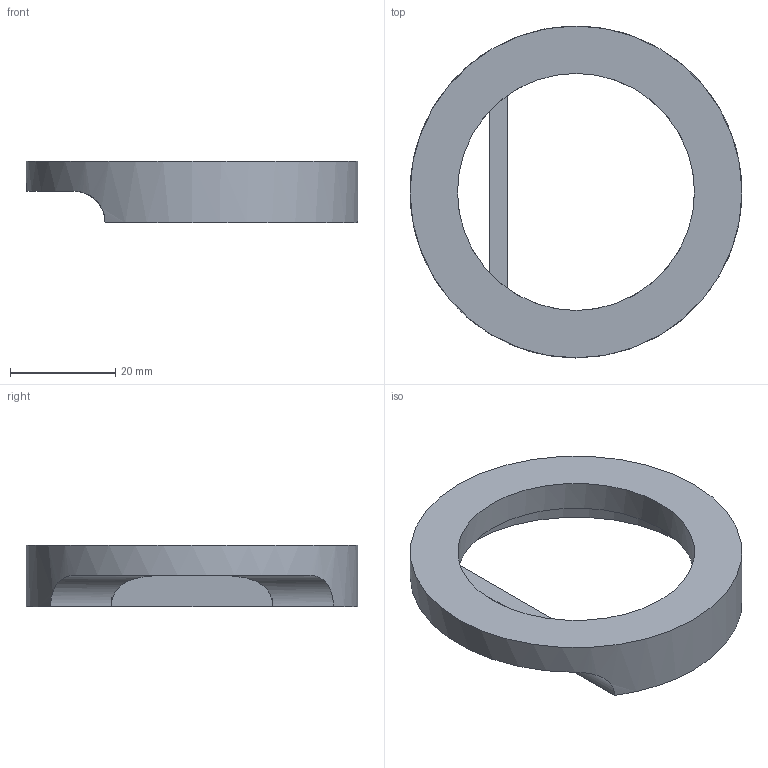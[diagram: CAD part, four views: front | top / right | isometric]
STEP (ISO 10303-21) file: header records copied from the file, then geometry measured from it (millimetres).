
FILE_DESCRIPTION(/* description */ ('Alibre Inc.'),/* implementation_level */ '2;1');
FILE_NAME(/* name */ 'export0',/* time_stamp */ '2013-10-11T23:10:08+01:00',/* author */ (''),/* organization */ (''),/* preprocessor_version */ 'ST-DEVELOPER v14',/* originating_system */ 'Alibre',/* authorisation */ '');
FILE_SCHEMA (('CONFIG_CONTROL_DESIGN'));
Length unit declared in the file: centimetre
Products named in the file (1): ID_1
Bounding box: 63 x 63 x 11.72 mm (x, y, z)
Volume: 12457.5 mm3; surface area: 7364.9 mm2
Topology: 1 solids, 1 shells, 14 faces, 40 edges, 26 vertices
Faces by surface type: plane 9, cylinder 5
Full cylindrical faces by diameter (mm): 45 x1, 63 x1
Entity records: 603 total; most frequent: CARTESIAN_POINT 186, ORIENTED_EDGE 72, DIRECTION 54, EDGE_CURVE 36, VERTEX_POINT 24, VECTOR 22, LINE 22, AXIS2_PLACEMENT_3D 20
